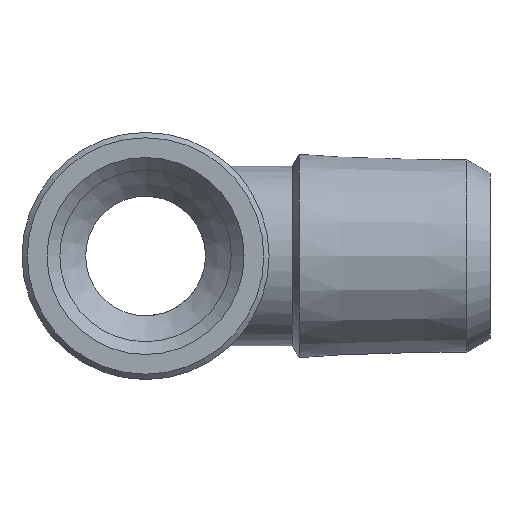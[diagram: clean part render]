
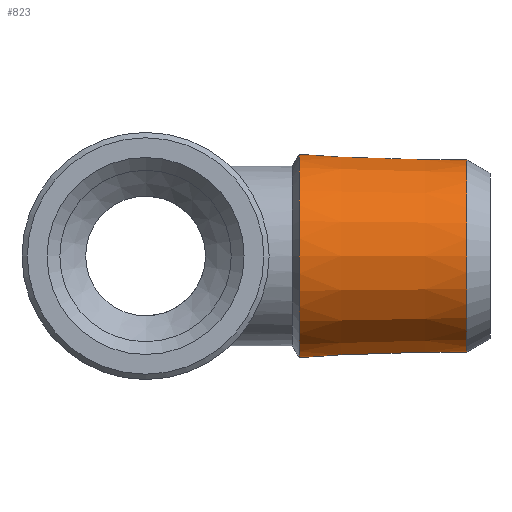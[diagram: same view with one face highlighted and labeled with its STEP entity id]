
A CAD part, left-side view. The second image highlights one B-rep face of the part: STEP entity #823.
In plain terms, the highlighted conical face has half-angle 1.788 degrees and reference radius 6.789 mm.
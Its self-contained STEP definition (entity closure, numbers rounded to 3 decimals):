
#42=CONICAL_SURFACE('',#906,6.789,0.031);
#227=ORIENTED_EDGE('',*,*,#456,.F.);
#228=ORIENTED_EDGE('',*,*,#455,.T.);
#455=EDGE_CURVE('',#569,#569,#627,.T.);
#456=EDGE_CURVE('',#570,#570,#628,.T.);
#569=VERTEX_POINT('',#1362);
#570=VERTEX_POINT('',#1365);
#627=CIRCLE('',#905,6.789);
#628=CIRCLE('',#907,6.44);
#664=EDGE_LOOP('',(#227));
#665=EDGE_LOOP('',(#228));
#736=FACE_BOUND('',#664,.T.);
#737=FACE_BOUND('',#665,.T.);
#823=ADVANCED_FACE('',(#736,#737),#42,.T.);
#905=AXIS2_PLACEMENT_3D('',#1361,#1036,#1037);
#906=AXIS2_PLACEMENT_3D('',#1363,#1038,#1039);
#907=AXIS2_PLACEMENT_3D('',#1364,#1040,#1041);
#1036=DIRECTION('',(0.,-1.,0.));
#1037=DIRECTION('',(1.,0.,0.));
#1038=DIRECTION('',(0.,1.,0.));
#1039=DIRECTION('',(-1.,0.,0.));
#1040=DIRECTION('',(0.,-1.,0.));
#1041=DIRECTION('',(1.,0.,0.));
#1361=CARTESIAN_POINT('',(0.,-10.256,0.));
#1362=CARTESIAN_POINT('',(6.789,-10.256,0.));
#1363=CARTESIAN_POINT('',(0.,-10.256,0.));
#1364=CARTESIAN_POINT('',(0.,-21.433,0.));
#1365=CARTESIAN_POINT('',(6.44,-21.433,0.));
